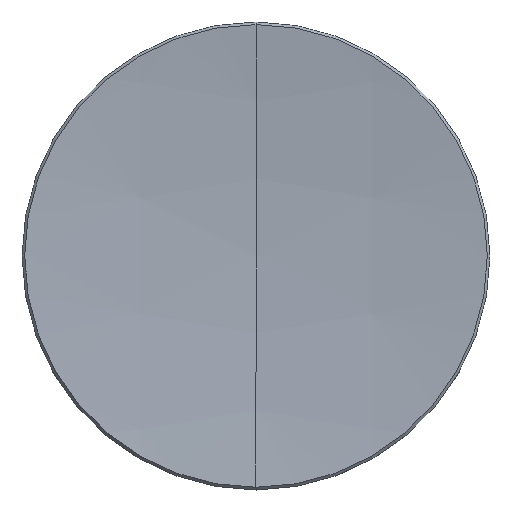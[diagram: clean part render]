
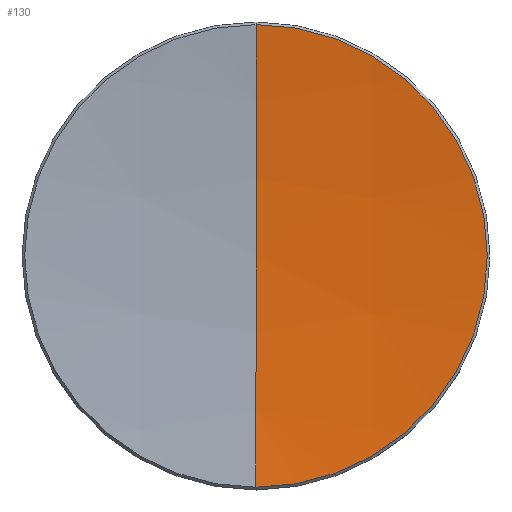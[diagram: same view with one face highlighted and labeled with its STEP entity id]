
A CAD part, top view. The second image highlights one B-rep face of the part: STEP entity #130.
In plain terms, the highlighted spherical face has radius 105.098 mm.
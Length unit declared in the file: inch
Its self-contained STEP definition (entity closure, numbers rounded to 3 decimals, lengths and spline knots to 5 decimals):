
#3 = AXIS2_PLACEMENT_3D ( 'NONE', #45, #51, #107 ) ;
#6 = DIRECTION ( 'NONE',  ( 0., 0., 1. ) ) ;
#11 = CARTESIAN_POINT ( 'NONE',  ( 0., -0.49443, 0.09323 ) ) ;
#14 = CIRCLE ( 'NONE', #82, 4.13772 ) ;
#22 = CARTESIAN_POINT ( 'NONE',  ( 0., 0., 0.09323 ) ) ;
#37 = AXIS2_PLACEMENT_3D ( 'NONE', #22, #6, #159 ) ;
#40 = AXIS2_PLACEMENT_3D ( 'NONE', #325, #142, #309 ) ;
#45 = CARTESIAN_POINT ( 'NONE',  ( 0., 0., 4.2013 ) ) ;
#51 = DIRECTION ( 'NONE',  ( -1., 0., 0. ) ) ;
#54 = EDGE_CURVE ( 'NONE', #257, #271, #112, .T. ) ;
#58 = EDGE_CURVE ( 'NONE', #257, #233, #14, .T. ) ;
#81 = ORIENTED_EDGE ( 'NONE', *, *, #54, .T. ) ;
#82 = AXIS2_PLACEMENT_3D ( 'NONE', #170, #326, #95 ) ;
#88 = CARTESIAN_POINT ( 'NONE',  ( 0., 0., 0.06358 ) ) ;
#95 = DIRECTION ( 'NONE',  ( 0., 0., -1. ) ) ;
#103 = EDGE_CURVE ( 'NONE', #271, #233, #327, .T. ) ;
#107 = DIRECTION ( 'NONE',  ( 0., 1., 0. ) ) ;
#112 = CIRCLE ( 'NONE', #40, 4.13772 ) ;
#130 = ADVANCED_FACE ( 'NONE', ( #274 ), #290, .F. ) ;
#142 = DIRECTION ( 'NONE',  ( -1., 0., 0. ) ) ;
#149 = CARTESIAN_POINT ( 'NONE',  ( 0., 0.49443, 0.09323 ) ) ;
#159 = DIRECTION ( 'NONE',  ( 0., -1., 0. ) ) ;
#170 = CARTESIAN_POINT ( 'NONE',  ( 0., 0., 4.2013 ) ) ;
#177 = EDGE_LOOP ( 'NONE', ( #248, #81, #184 ) ) ;
#184 = ORIENTED_EDGE ( 'NONE', *, *, #103, .T. ) ;
#233 = VERTEX_POINT ( 'NONE', #149 ) ;
#248 = ORIENTED_EDGE ( 'NONE', *, *, #58, .F. ) ;
#257 = VERTEX_POINT ( 'NONE', #88 ) ;
#271 = VERTEX_POINT ( 'NONE', #11 ) ;
#274 = FACE_OUTER_BOUND ( 'NONE', #177, .T. ) ;
#290 = SPHERICAL_SURFACE ( 'NONE', #3, 4.13772 ) ;
#309 = DIRECTION ( 'NONE',  ( 0., -1., 0. ) ) ;
#325 = CARTESIAN_POINT ( 'NONE',  ( 0., 0., 4.2013 ) ) ;
#326 = DIRECTION ( 'NONE',  ( 1., 0., 0. ) ) ;
#327 = CIRCLE ( 'NONE', #37, 0.49443 ) ;
